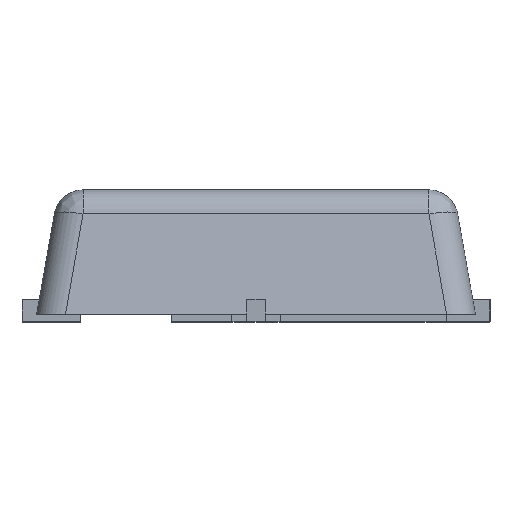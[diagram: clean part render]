
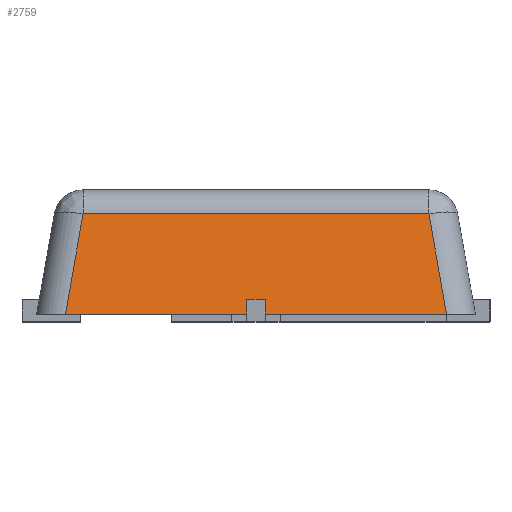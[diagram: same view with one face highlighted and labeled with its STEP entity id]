
A CAD part, top view. The second image highlights one B-rep face of the part: STEP entity #2759.
In plain terms, the highlighted planar face has unit normal (0, 0.174, 0.985).
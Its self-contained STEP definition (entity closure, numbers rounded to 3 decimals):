
#122 = EDGE_CURVE ( 'NONE', #323, #1287, #3250, .T. ) ;
#188 = ORIENTED_EDGE ( 'NONE', *, *, #3013, .F. ) ;
#191 = LINE ( 'NONE', #1868, #3606 ) ;
#259 = CARTESIAN_POINT ( 'NONE',  ( -0.062, 0.05, 1.5 ) ) ;
#323 = VERTEX_POINT ( 'NONE', #4004 ) ;
#365 = FACE_OUTER_BOUND ( 'NONE', #1925, .T. ) ;
#446 = ORIENTED_EDGE ( 'NONE', *, *, #792, .T. ) ;
#450 = CARTESIAN_POINT ( 'NONE',  ( 1.182, 0.735, 1.379 ) ) ;
#468 = AXIS2_PLACEMENT_3D ( 'NONE', #1249, #1214, #3667 ) ;
#510 = CARTESIAN_POINT ( 'NONE',  ( 0.063, 0.05, 1.5 ) ) ;
#641 = DIRECTION ( 'NONE',  ( -1., 0., 0. ) ) ;
#667 = DIRECTION ( 'NONE',  ( 0., -0.985, 0.174 ) ) ;
#792 = EDGE_CURVE ( 'NONE', #2520, #4757, #5196, .T. ) ;
#852 = VERTEX_POINT ( 'NONE', #4756 ) ;
#980 = ORIENTED_EDGE ( 'NONE', *, *, #4842, .F. ) ;
#1066 = CARTESIAN_POINT ( 'NONE',  ( -1.5, 0.05, 1.5 ) ) ;
#1214 = DIRECTION ( 'NONE',  ( 0., 0.174, 0.985 ) ) ;
#1249 = CARTESIAN_POINT ( 'NONE',  ( -1.5, 0.05, 1.5 ) ) ;
#1287 = VERTEX_POINT ( 'NONE', #1931 ) ;
#1375 = CARTESIAN_POINT ( 'NONE',  ( -1.5, 0.05, 1.5 ) ) ;
#1411 = LINE ( 'NONE', #5098, #2581 ) ;
#1423 = LINE ( 'NONE', #1066, #1489 ) ;
#1489 = VECTOR ( 'NONE', #3552, 1000. ) ;
#1506 = CARTESIAN_POINT ( 'NONE',  ( -0.062, 0.15, 1.482 ) ) ;
#1511 = DIRECTION ( 'NONE',  ( 0., 0.985, -0.174 ) ) ;
#1528 = EDGE_CURVE ( 'NONE', #1287, #2520, #3941, .T. ) ;
#1812 = EDGE_CURVE ( 'NONE', #852, #4865, #1411, .T. ) ;
#1839 = VERTEX_POINT ( 'NONE', #2566 ) ;
#1868 = CARTESIAN_POINT ( 'NONE',  ( 0., 0.15, 1.482 ) ) ;
#1873 = ORIENTED_EDGE ( 'NONE', *, *, #122, .T. ) ;
#1900 = ORIENTED_EDGE ( 'NONE', *, *, #2991, .T. ) ;
#1925 = EDGE_LOOP ( 'NONE', ( #1900, #4091, #3278, #980, #1873, #4328, #446, #188 ) ) ;
#1931 = CARTESIAN_POINT ( 'NONE',  ( -1.303, 0.05, 1.5 ) ) ;
#2200 = VERTEX_POINT ( 'NONE', #510 ) ;
#2260 = VECTOR ( 'NONE', #3615, 1000. ) ;
#2444 = PLANE ( 'NONE',  #468 ) ;
#2458 = VECTOR ( 'NONE', #1511, 1000. ) ;
#2479 = DIRECTION ( 'NONE',  ( -0.171, -0.97, 0.171 ) ) ;
#2520 = VERTEX_POINT ( 'NONE', #259 ) ;
#2566 = CARTESIAN_POINT ( 'NONE',  ( 0.063, 0.15, 1.482 ) ) ;
#2581 = VECTOR ( 'NONE', #3391, 1000. ) ;
#2679 = CARTESIAN_POINT ( 'NONE',  ( 0., 0.735, 1.379 ) ) ;
#2759 = ADVANCED_FACE ( 'NONE', ( #365 ), #2444, .T. ) ;
#2853 = VECTOR ( 'NONE', #2479, 1000. ) ;
#2902 = VECTOR ( 'NONE', #3085, 1000. ) ;
#2991 = EDGE_CURVE ( 'NONE', #1839, #2200, #4685, .T. ) ;
#3013 = EDGE_CURVE ( 'NONE', #1839, #4757, #191, .T. ) ;
#3085 = DIRECTION ( 'NONE',  ( 1., 0., 0. ) ) ;
#3198 = CARTESIAN_POINT ( 'NONE',  ( -0.062, 0.05, 1.5 ) ) ;
#3250 = LINE ( 'NONE', #3700, #2853 ) ;
#3278 = ORIENTED_EDGE ( 'NONE', *, *, #1812, .T. ) ;
#3391 = DIRECTION ( 'NONE',  ( -0.171, 0.97, -0.171 ) ) ;
#3518 = CARTESIAN_POINT ( 'NONE',  ( 0.063, 0.05, 1.5 ) ) ;
#3552 = DIRECTION ( 'NONE',  ( 1., 0., 0. ) ) ;
#3606 = VECTOR ( 'NONE', #641, 1000. ) ;
#3615 = DIRECTION ( 'NONE',  ( 1., 0., 0. ) ) ;
#3667 = DIRECTION ( 'NONE',  ( 0., -0.985, 0.174 ) ) ;
#3700 = CARTESIAN_POINT ( 'NONE',  ( -1.182, 0.735, 1.379 ) ) ;
#3941 = LINE ( 'NONE', #1375, #2902 ) ;
#4004 = CARTESIAN_POINT ( 'NONE',  ( -1.182, 0.735, 1.379 ) ) ;
#4091 = ORIENTED_EDGE ( 'NONE', *, *, #4762, .T. ) ;
#4328 = ORIENTED_EDGE ( 'NONE', *, *, #1528, .T. ) ;
#4685 = LINE ( 'NONE', #3518, #4816 ) ;
#4722 = LINE ( 'NONE', #2679, #2260 ) ;
#4756 = CARTESIAN_POINT ( 'NONE',  ( 1.303, 0.05, 1.5 ) ) ;
#4757 = VERTEX_POINT ( 'NONE', #1506 ) ;
#4762 = EDGE_CURVE ( 'NONE', #2200, #852, #1423, .T. ) ;
#4816 = VECTOR ( 'NONE', #667, 1000. ) ;
#4842 = EDGE_CURVE ( 'NONE', #323, #4865, #4722, .T. ) ;
#4865 = VERTEX_POINT ( 'NONE', #450 ) ;
#5098 = CARTESIAN_POINT ( 'NONE',  ( 1.303, 0.05, 1.5 ) ) ;
#5196 = LINE ( 'NONE', #3198, #2458 ) ;
